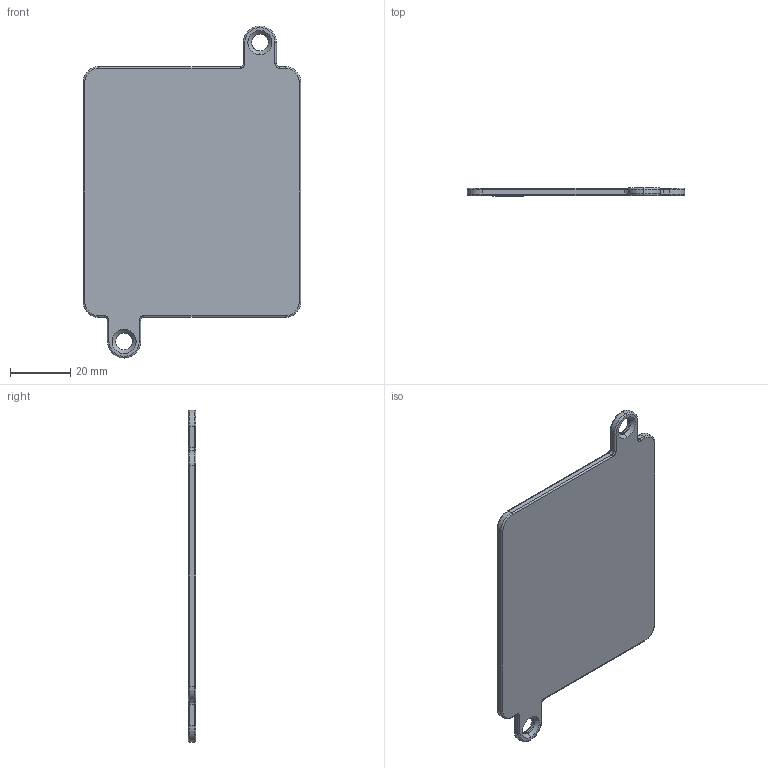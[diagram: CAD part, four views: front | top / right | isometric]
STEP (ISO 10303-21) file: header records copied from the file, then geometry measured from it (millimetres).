
FILE_DESCRIPTION (( 'STEP AP214' ), '1' );
FILE_NAME ('BatteryCover.STEP', '2017-11-15T14:17:30', ( '' ), ( '' ), 'SwSTEP 2.0', 'SolidWorks 2013', '' );
FILE_SCHEMA (( 'AUTOMOTIVE_DESIGN' ));
Length unit declared in the file: millimetre
Products named in the file (1): BatteryCover
Bounding box: 72 x 2.5 x 110 mm (x, y, z)
Volume: 15377.2 mm3; surface area: 13127.8 mm2
Topology: 1 solids, 1 shells, 81 faces, 183 edges, 104 vertices
Faces by surface type: cylinder 35, torus 30, plane 12, cone 4
Entity records: 2301 total; most frequent: DIRECTION 461, CARTESIAN_POINT 369, ORIENTED_EDGE 366, AXIS2_PLACEMENT_3D 196, EDGE_CURVE 183, CIRCLE 114, VERTEX_POINT 104, EDGE_LOOP 85
